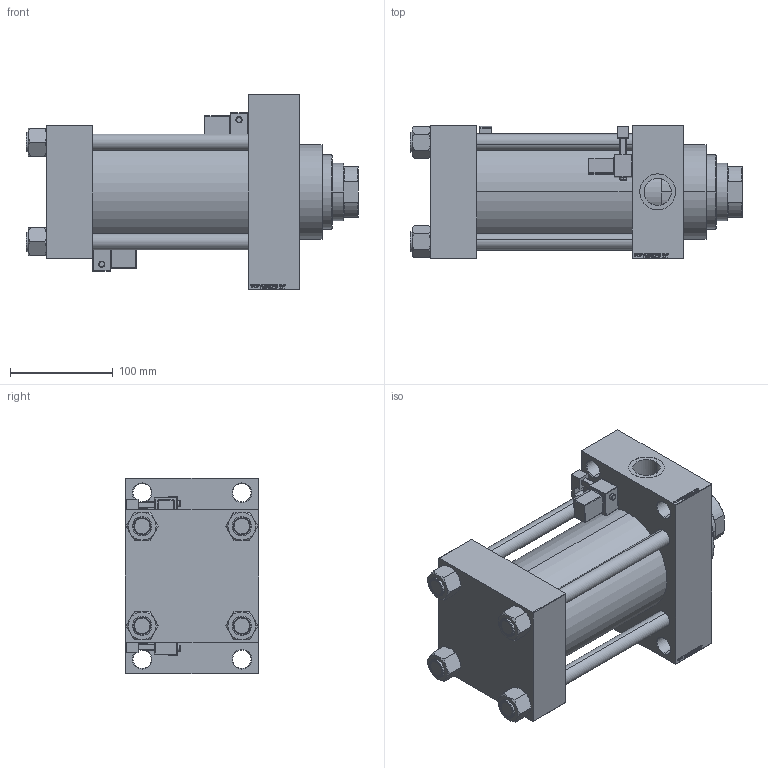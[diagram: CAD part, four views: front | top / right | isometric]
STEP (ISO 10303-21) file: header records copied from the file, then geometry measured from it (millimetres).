
FILE_DESCRIPTION (( 'STEP AP203' ), '1' );
FILE_NAME ('9598.STEP', '2022-04-14T13:02:32', ( '' ), ( '' ), 'SwSTEP 2.0', 'SolidWorks 2019', '' );
FILE_SCHEMA (( 'CONFIG_CONTROL_DESIGN' ));
Length unit declared in the file: millimetre
Products named in the file (7): NUT_M5_D 7932deed4795bc197af02596bdca4a09; V215CR_MSU 7932deed4795bc197af02596bdca4a09; V215CR_D_TYCINKA 7932deed4795bc197af02596bdca4a09; V215CR_D_Body 7932deed4795bc197af02596bdca4a09; 9598; V215_VC_A 7932deed4795bc197af02596bdca4a09; V215CR_VCP_D 7932deed4795bc197af02596bdca4a09
Assembly tree (13 placements, depth 2):
  9598
    V215CR_D_Body 7932deed4795bc197af02596bdca4a09
    V215CR_VCP_D 7932deed4795bc197af02596bdca4a09
    NUT_M5_D 7932deed4795bc197af02596bdca4a09  x4
    V215CR_D_TYCINKA 7932deed4795bc197af02596bdca4a09  x4
    V215_VC_A 7932deed4795bc197af02596bdca4a09
    V215CR_MSU 7932deed4795bc197af02596bdca4a09  x2
Bounding box: 323 x 130 x 190 mm (x, y, z)
Volume: 3008011.9 mm3; surface area: 456601.9 mm2
Topology: 13 solids, 13 shells, 1314 faces, 3284 edges, 2093 vertices
Faces by surface type: plane 605, bspline 368, cylinder 153, cone 144, sphere 24, torus 20
Entity records: 50168 total; most frequent: CARTESIAN_POINT 25600, ORIENTED_EDGE 5450, DIRECTION 3705, EDGE_CURVE 2725, VERTEX_POINT 1775, LINE 1633, VECTOR 1633, EDGE_LOOP 1218
